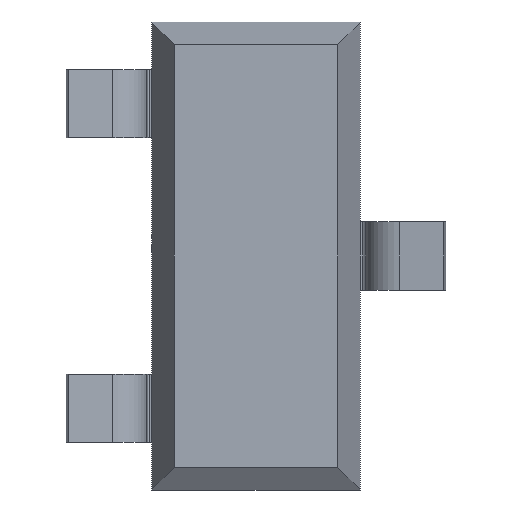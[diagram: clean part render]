
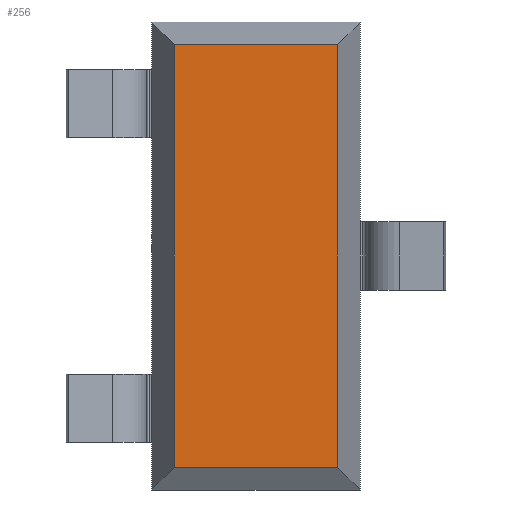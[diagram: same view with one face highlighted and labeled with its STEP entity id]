
A CAD part, front view. The second image highlights one B-rep face of the part: STEP entity #256.
In plain terms, the highlighted planar face has unit normal (0, -1, 0).
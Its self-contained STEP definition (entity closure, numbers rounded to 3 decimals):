
#34 = VERTEX_POINT ( 'NONE', #938 ) ;
#53 = EDGE_CURVE ( 'NONE', #1498, #365, #976, .T. ) ;
#122 = CARTESIAN_POINT ( 'NONE',  ( -0.65, 0.1, 1.319 ) ) ;
#133 = VECTOR ( 'NONE', #1418, 1000. ) ;
#137 = EDGE_CURVE ( 'NONE', #34, #708, #855, .T. ) ;
#157 = VECTOR ( 'NONE', #499, 1000. ) ;
#256 = ADVANCED_FACE ( 'NONE', ( #1387 ), #1271, .F. ) ;
#326 = CARTESIAN_POINT ( 'NONE',  ( -0.509, 0.1, 1.46 ) ) ;
#331 = ORIENTED_EDGE ( 'NONE', *, *, #1567, .T. ) ;
#332 = LINE ( 'NONE', #1557, #549 ) ;
#365 = VERTEX_POINT ( 'NONE', #1174 ) ;
#396 = CARTESIAN_POINT ( 'NONE',  ( 0., 0.1, 0. ) ) ;
#499 = DIRECTION ( 'NONE',  ( 1., 0., 0. ) ) ;
#510 = VECTOR ( 'NONE', #748, 1000. ) ;
#549 = VECTOR ( 'NONE', #1469, 1000. ) ;
#657 = EDGE_CURVE ( 'NONE', #365, #34, #332, .T. ) ;
#708 = VERTEX_POINT ( 'NONE', #817 ) ;
#721 = CARTESIAN_POINT ( 'NONE',  ( -0.509, 0.1, -1.319 ) ) ;
#748 = DIRECTION ( 'NONE',  ( -1., 0., 0. ) ) ;
#817 = CARTESIAN_POINT ( 'NONE',  ( -0.509, 0.1, 1.319 ) ) ;
#855 = LINE ( 'NONE', #122, #510 ) ;
#896 = DIRECTION ( 'NONE',  ( 0., 1., 0. ) ) ;
#938 = CARTESIAN_POINT ( 'NONE',  ( 0.509, 0.1, 1.319 ) ) ;
#976 = LINE ( 'NONE', #1109, #157 ) ;
#1065 = AXIS2_PLACEMENT_3D ( 'NONE', #396, #896, #1381 ) ;
#1104 = EDGE_LOOP ( 'NONE', ( #1277, #1158, #331, #1150 ) ) ;
#1109 = CARTESIAN_POINT ( 'NONE',  ( -0.65, 0.1, -1.319 ) ) ;
#1150 = ORIENTED_EDGE ( 'NONE', *, *, #53, .T. ) ;
#1158 = ORIENTED_EDGE ( 'NONE', *, *, #137, .T. ) ;
#1174 = CARTESIAN_POINT ( 'NONE',  ( 0.509, 0.1, -1.319 ) ) ;
#1271 = PLANE ( 'NONE',  #1065 ) ;
#1277 = ORIENTED_EDGE ( 'NONE', *, *, #657, .T. ) ;
#1381 = DIRECTION ( 'NONE',  ( 0., 0., 1. ) ) ;
#1387 = FACE_OUTER_BOUND ( 'NONE', #1104, .T. ) ;
#1418 = DIRECTION ( 'NONE',  ( 0., 0., -1. ) ) ;
#1469 = DIRECTION ( 'NONE',  ( 0., 0., 1. ) ) ;
#1498 = VERTEX_POINT ( 'NONE', #721 ) ;
#1557 = CARTESIAN_POINT ( 'NONE',  ( 0.509, 0.1, 1.46 ) ) ;
#1567 = EDGE_CURVE ( 'NONE', #708, #1498, #1570, .T. ) ;
#1570 = LINE ( 'NONE', #326, #133 ) ;
